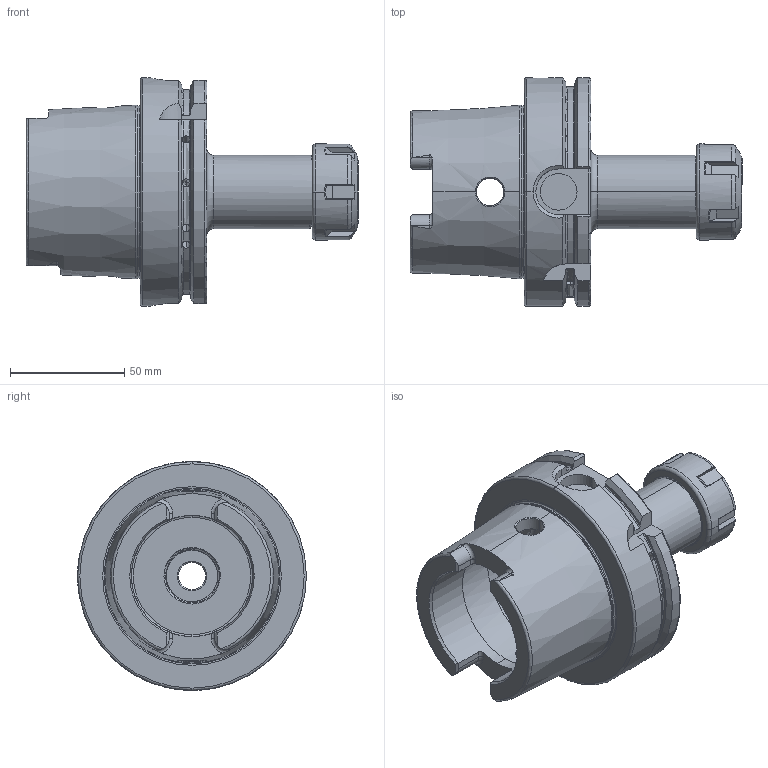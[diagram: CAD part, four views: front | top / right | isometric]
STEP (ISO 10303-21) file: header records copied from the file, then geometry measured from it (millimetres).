
FILE_DESCRIPTION (( 'STEP AP203' ), '1' );
FILE_NAME ('A100.02.16.STEP', '2016-11-26T03:25:58', ( '' ), ( '' ), 'SwSTEP 2.0', 'SolidWorks 2012', '' );
FILE_SCHEMA (( 'CONFIG_CONTROL_DESIGN' ));
Products named in the file (3): 2-01.100.0250200C7_ER25螺帽(六溝); A100.02.16
Assembly tree (2 placements, depth 2):
  A100.02.16
    A100.02.16
    2-01.100.0250200C7_ER25螺帽(六溝)
Bounding box: 145.1 x 100 x 100 mm (x, y, z)
Volume: 295047 mm3; surface area: 68680.6 mm2
Topology: 2 solids, 2 shells, 374 faces, 1003 edges, 629 vertices
Faces by surface type: cylinder 127, plane 89, torus 65, bspline 50, cone 43
Entity records: 27555 total; most frequent: CARTESIAN_POINT 18913, ORIENTED_EDGE 1986, DIRECTION 1480, EDGE_CURVE 993, VERTEX_POINT 629, AXIS2_PLACEMENT_3D 600, EDGE_LOOP 388, FACE_OUTER_BOUND 374
